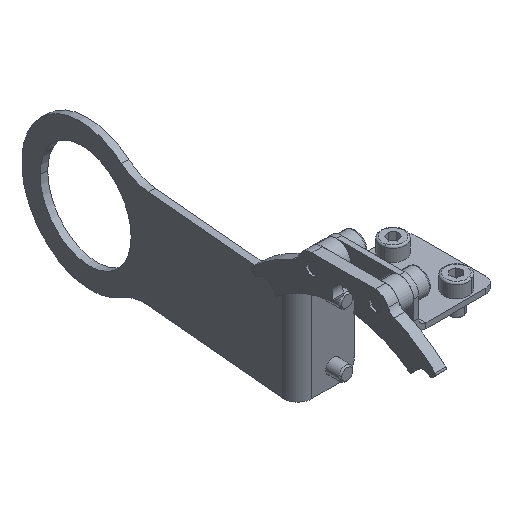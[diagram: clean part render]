
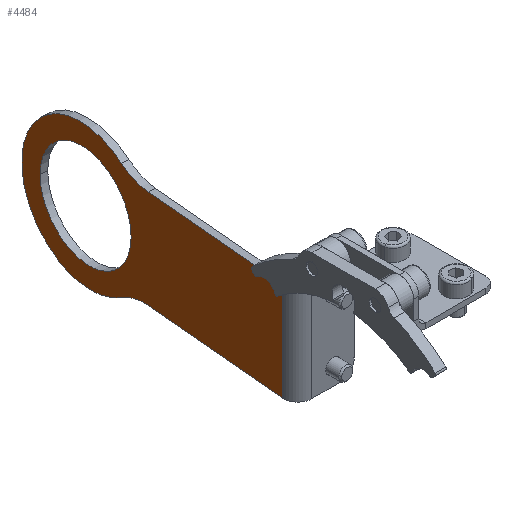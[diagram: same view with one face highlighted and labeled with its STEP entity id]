
A CAD part, isometric view. The second image highlights one B-rep face of the part: STEP entity #4484.
In plain terms, the highlighted planar face has unit normal (-0.996, 0.087, 0).
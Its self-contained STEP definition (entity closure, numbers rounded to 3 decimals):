
#138 = CARTESIAN_POINT ( 'NONE',  ( 381.146, 72.25, 616. ) ) ;
#144 = VERTEX_POINT ( 'NONE', #448 ) ;
#389 = CARTESIAN_POINT ( 'NONE',  ( 382.854, 91.771, 630. ) ) ;
#402 = DIRECTION ( 'NONE',  ( 0.087, 0.996, 0. ) ) ;
#409 = CARTESIAN_POINT ( 'NONE',  ( 381.878, 80.616, 646.571 ) ) ;
#448 = CARTESIAN_POINT ( 'NONE',  ( 377.48, 30.349, 616. ) ) ;
#503 = DIRECTION ( 'NONE',  ( -0.087, -0.996, 0. ) ) ;
#542 = PLANE ( 'NONE',  #5508 ) ;
#731 = DIRECTION ( 'NONE',  ( -0.996, 0.087, 0. ) ) ;
#734 = CARTESIAN_POINT ( 'NONE',  ( 384.096, 105.967, 630. ) ) ;
#762 = EDGE_CURVE ( 'NONE', #1551, #5227, #2709, .T. ) ;
#948 = DIRECTION ( 'NONE',  ( 0., 0., -1. ) ) ;
#951 = FACE_BOUND ( 'NONE', #1824, .T. ) ;
#1146 = CIRCLE ( 'NONE', #5826, 15. ) ;
#1219 = AXIS2_PLACEMENT_3D ( 'NONE', #389, #5518, #503 ) ;
#1223 = EDGE_CURVE ( 'NONE', #5694, #5165, #5014, .T. ) ;
#1226 = ORIENTED_EDGE ( 'NONE', *, *, #3963, .F. ) ;
#1255 = EDGE_CURVE ( 'NONE', #5227, #5162, #1146, .T. ) ;
#1353 = AXIS2_PLACEMENT_3D ( 'NONE', #3432, #5275, #3390 ) ;
#1445 = CARTESIAN_POINT ( 'NONE',  ( 377.1, 26., 616. ) ) ;
#1468 = DIRECTION ( 'NONE',  ( -0.996, 0.087, 0. ) ) ;
#1551 = VERTEX_POINT ( 'NONE', #1635 ) ;
#1574 = CARTESIAN_POINT ( 'NONE',  ( 377.1, 26., 644. ) ) ;
#1635 = CARTESIAN_POINT ( 'NONE',  ( 377.48, 30.349, 644. ) ) ;
#1671 = CARTESIAN_POINT ( 'NONE',  ( 381.146, 72.25, 659. ) ) ;
#1824 = EDGE_LOOP ( 'NONE', ( #3948, #1226 ) ) ;
#1850 = CARTESIAN_POINT ( 'NONE',  ( 381.612, 77.576, 630. ) ) ;
#1851 = EDGE_CURVE ( 'NONE', #1551, #144, #3477, .T. ) ;
#1926 = DIRECTION ( 'NONE',  ( -0.087, -0.996, 0. ) ) ;
#1971 = ORIENTED_EDGE ( 'NONE', *, *, #1255, .T. ) ;
#1996 = FACE_OUTER_BOUND ( 'NONE', #2612, .T. ) ;
#2288 = LINE ( 'NONE', #1445, #4419 ) ;
#2518 = CARTESIAN_POINT ( 'NONE',  ( 382.854, 91.771, 630. ) ) ;
#2573 = ORIENTED_EDGE ( 'NONE', *, *, #4803, .T. ) ;
#2612 = EDGE_LOOP ( 'NONE', ( #4739, #1971, #2573, #5533, #5687, #4900 ) ) ;
#2701 = VECTOR ( 'NONE', #948, 1000. ) ;
#2705 = AXIS2_PLACEMENT_3D ( 'NONE', #2518, #1468, #3248 ) ;
#2709 = LINE ( 'NONE', #4439, #4980 ) ;
#2769 = DIRECTION ( 'NONE',  ( -0.087, -0.996, 0. ) ) ;
#2805 = CARTESIAN_POINT ( 'NONE',  ( 381.878, 80.616, 613.429 ) ) ;
#3103 = EDGE_CURVE ( 'NONE', #144, #3534, #2288, .T. ) ;
#3248 = DIRECTION ( 'NONE',  ( -0.087, -0.996, 0. ) ) ;
#3278 = CIRCLE ( 'NONE', #1353, 15. ) ;
#3390 = DIRECTION ( 'NONE',  ( -0.087, -0.996, 0. ) ) ;
#3432 = CARTESIAN_POINT ( 'NONE',  ( 381.146, 72.25, 601. ) ) ;
#3477 = LINE ( 'NONE', #3843, #2701 ) ;
#3534 = VERTEX_POINT ( 'NONE', #138 ) ;
#3672 = CARTESIAN_POINT ( 'NONE',  ( 382.854, 91.771, 630. ) ) ;
#3760 = CIRCLE ( 'NONE', #1219, 14.25 ) ;
#3843 = CARTESIAN_POINT ( 'NONE',  ( 377.48, 30.349, 644. ) ) ;
#3948 = ORIENTED_EDGE ( 'NONE', *, *, #1223, .F. ) ;
#3963 = EDGE_CURVE ( 'NONE', #5165, #5694, #3760, .T. ) ;
#4010 = DIRECTION ( 'NONE',  ( 0.087, 0.996, 0. ) ) ;
#4364 = DIRECTION ( 'NONE',  ( -0.087, -0.996, 0. ) ) ;
#4419 = VECTOR ( 'NONE', #4010, 1000. ) ;
#4426 = VERTEX_POINT ( 'NONE', #2805 ) ;
#4439 = CARTESIAN_POINT ( 'NONE',  ( 377.1, 26., 644. ) ) ;
#4484 = ADVANCED_FACE ( 'NONE', ( #951, #1996 ), #542, .T. ) ;
#4739 = ORIENTED_EDGE ( 'NONE', *, *, #762, .T. ) ;
#4803 = EDGE_CURVE ( 'NONE', #5162, #4426, #5070, .T. ) ;
#4900 = ORIENTED_EDGE ( 'NONE', *, *, #1851, .F. ) ;
#4914 = EDGE_CURVE ( 'NONE', #4426, #3534, #3278, .T. ) ;
#4980 = VECTOR ( 'NONE', #402, 1000. ) ;
#5014 = CIRCLE ( 'NONE', #2705, 14.25 ) ;
#5070 = CIRCLE ( 'NONE', #5632, 20. ) ;
#5162 = VERTEX_POINT ( 'NONE', #409 ) ;
#5165 = VERTEX_POINT ( 'NONE', #734 ) ;
#5191 = CARTESIAN_POINT ( 'NONE',  ( 381.146, 72.25, 644. ) ) ;
#5227 = VERTEX_POINT ( 'NONE', #5191 ) ;
#5275 = DIRECTION ( 'NONE',  ( 0.996, -0.087, 0. ) ) ;
#5472 = DIRECTION ( 'NONE',  ( -0.996, 0.087, 0. ) ) ;
#5508 = AXIS2_PLACEMENT_3D ( 'NONE', #1574, #5472, #2769 ) ;
#5518 = DIRECTION ( 'NONE',  ( -0.996, 0.087, 0. ) ) ;
#5533 = ORIENTED_EDGE ( 'NONE', *, *, #4914, .T. ) ;
#5632 = AXIS2_PLACEMENT_3D ( 'NONE', #3672, #731, #1926 ) ;
#5687 = ORIENTED_EDGE ( 'NONE', *, *, #3103, .F. ) ;
#5694 = VERTEX_POINT ( 'NONE', #1850 ) ;
#5787 = DIRECTION ( 'NONE',  ( 0.996, -0.087, 0. ) ) ;
#5826 = AXIS2_PLACEMENT_3D ( 'NONE', #1671, #5787, #4364 ) ;
